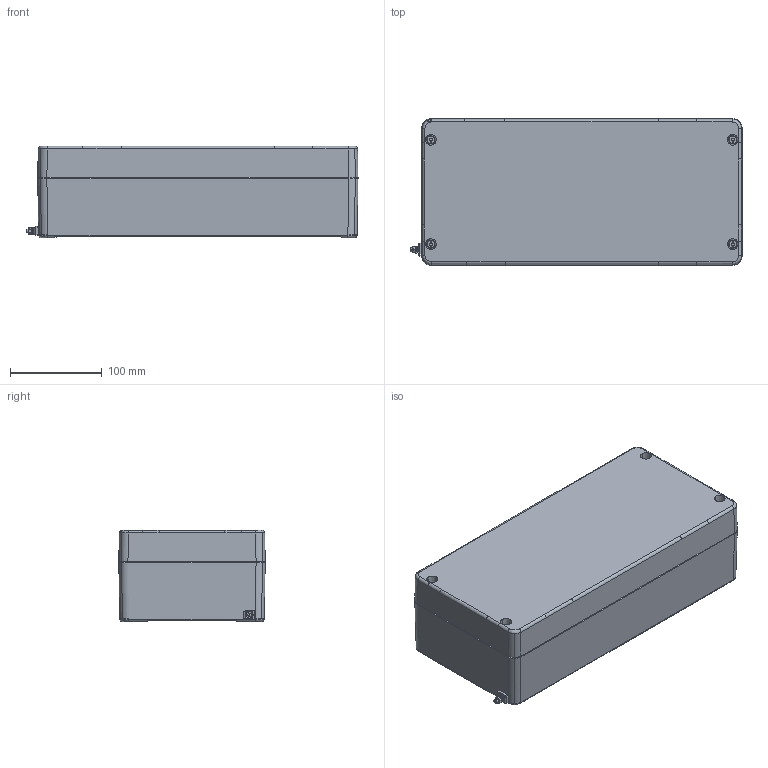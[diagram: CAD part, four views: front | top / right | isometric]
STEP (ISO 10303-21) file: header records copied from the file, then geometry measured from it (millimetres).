
FILE_DESCRIPTION(('CATIA V5R24 STEP','CAx-IF Rec.Pracs.--- Model Styling and Organization---1.2---2011-12-15'),'2;1');
FILE_NAME ('D1451055_1', '2018-04-23T05:07:04+00:00', ('Weidmueller Interface'), ('Weidmueller'), 'CATIA Version 5-6 Release 2014 SP4 HF52', 'CATIA V5 STEP AP214', 'none');
FILE_SCHEMA(('AUTOMOTIVE_DESIGN { 1 0 10303 214 1 1 1 1 }'));
Length unit declared in the file: millimetre
Products named in the file (1): K7 EX_RAL7001
Bounding box: 362.79 x 160 x 100 mm (x, y, z)
Volume: 1009737.4 mm3; surface area: 456773.2 mm2
Topology: 10 solids, 10 shells, 1369 faces, 3502 edges, 2224 vertices
Faces by surface type: plane 491, cylinder 412, cone 250, torus 118, bspline 98
Entity records: 42618 total; most frequent: CARTESIAN_POINT 12358, ORIENTED_EDGE 7000, DIRECTION 4843, EDGE_CURVE 3500, AXIS2_PLACEMENT_3D 2253, VERTEX_POINT 2225, VECTOR 1633, LINE 1633
